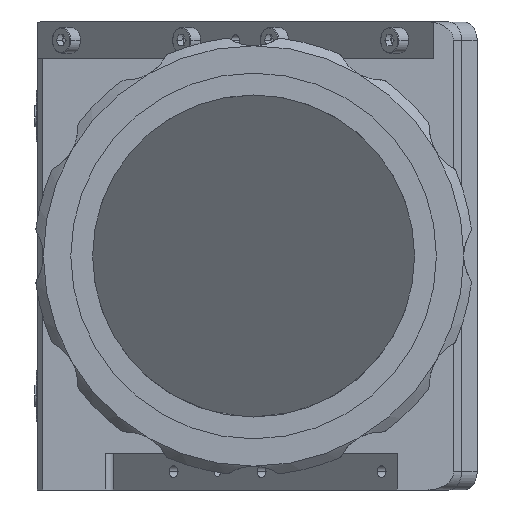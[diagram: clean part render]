
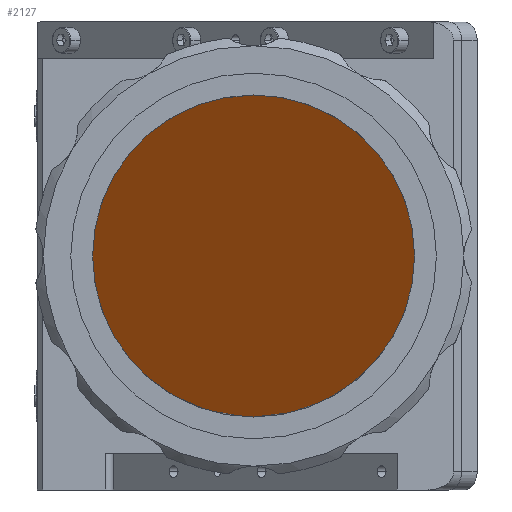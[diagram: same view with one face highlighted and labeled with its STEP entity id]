
A CAD part, front view. The second image highlights one B-rep face of the part: STEP entity #2127.
In plain terms, the highlighted planar face has unit normal (-0.707, -0.707, 0).
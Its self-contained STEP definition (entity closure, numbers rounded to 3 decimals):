
#128 = DIRECTION ( 'NONE',  ( -0.707, 0.707, 0. ) ) ;
#347 = CARTESIAN_POINT ( 'NONE',  ( -47.093, 47.093, 50. ) ) ;
#886 = PLANE ( 'NONE',  #3013 ) ;
#2063 = DIRECTION ( 'NONE',  ( 0., 0., -1. ) ) ;
#2127 = ADVANCED_FACE ( 'NONE', ( #7460 ), #886, .F. ) ;
#2771 = VERTEX_POINT ( 'NONE', #4434 ) ;
#2945 = VERTEX_POINT ( 'NONE', #11277 ) ;
#3013 = AXIS2_PLACEMENT_3D ( 'NONE', #12685, #6231, #2063 ) ;
#4300 = CARTESIAN_POINT ( 'NONE',  ( 47.093, -47.093, 50. ) ) ;
#4322 = EDGE_LOOP ( 'NONE', ( #8895, #10331, #8568, #7269 ) ) ;
#4434 = CARTESIAN_POINT ( 'NONE',  ( -47.093, 47.093, -50. ) ) ;
#5127 = VECTOR ( 'NONE', #128, 1000. ) ;
#5294 = VERTEX_POINT ( 'NONE', #4300 ) ;
#5557 = LINE ( 'NONE', #8724, #7087 ) ;
#6004 = VERTEX_POINT ( 'NONE', #347 ) ;
#6099 = CARTESIAN_POINT ( 'NONE',  ( 47.093, -47.093, -50. ) ) ;
#6231 = DIRECTION ( 'NONE',  ( 0.707, 0.707, 0. ) ) ;
#6733 = LINE ( 'NONE', #10948, #5127 ) ;
#6874 = VECTOR ( 'NONE', #9579, 1000. ) ;
#7087 = VECTOR ( 'NONE', #12994, 1000. ) ;
#7269 = ORIENTED_EDGE ( 'NONE', *, *, #12980, .T. ) ;
#7460 = FACE_OUTER_BOUND ( 'NONE', #4322, .T. ) ;
#8151 = LINE ( 'NONE', #6099, #13412 ) ;
#8286 = EDGE_CURVE ( 'NONE', #6004, #2771, #5557, .T. ) ;
#8355 = EDGE_CURVE ( 'NONE', #2771, #2945, #10474, .T. ) ;
#8568 = ORIENTED_EDGE ( 'NONE', *, *, #8355, .T. ) ;
#8724 = CARTESIAN_POINT ( 'NONE',  ( -47.093, 47.093, -50. ) ) ;
#8895 = ORIENTED_EDGE ( 'NONE', *, *, #10984, .T. ) ;
#9579 = DIRECTION ( 'NONE',  ( 0.707, -0.707, 0. ) ) ;
#10313 = DIRECTION ( 'NONE',  ( 0., 0., 1. ) ) ;
#10331 = ORIENTED_EDGE ( 'NONE', *, *, #8286, .T. ) ;
#10474 = LINE ( 'NONE', #11730, #6874 ) ;
#10948 = CARTESIAN_POINT ( 'NONE',  ( 47.093, -47.093, 50. ) ) ;
#10984 = EDGE_CURVE ( 'NONE', #5294, #6004, #6733, .T. ) ;
#11277 = CARTESIAN_POINT ( 'NONE',  ( 47.093, -47.093, -50. ) ) ;
#11730 = CARTESIAN_POINT ( 'NONE',  ( 47.093, -47.093, -50. ) ) ;
#12685 = CARTESIAN_POINT ( 'NONE',  ( 0., 0., 0. ) ) ;
#12980 = EDGE_CURVE ( 'NONE', #2945, #5294, #8151, .T. ) ;
#12994 = DIRECTION ( 'NONE',  ( 0., 0., -1. ) ) ;
#13412 = VECTOR ( 'NONE', #10313, 1000. ) ;
